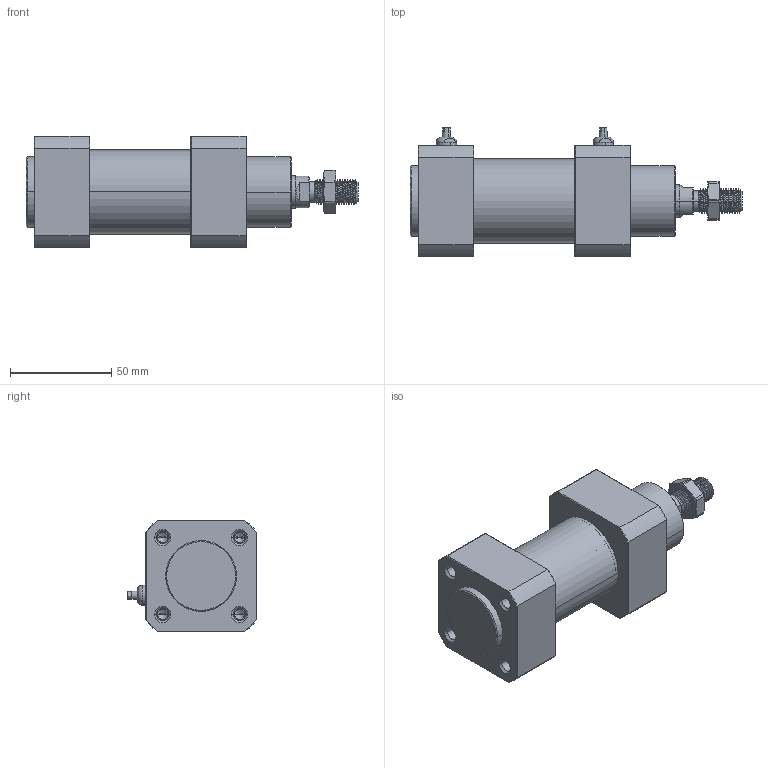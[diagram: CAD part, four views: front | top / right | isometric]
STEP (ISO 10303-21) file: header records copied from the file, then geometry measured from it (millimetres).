
FILE_DESCRIPTION (( 'STEP AP214' ), '1' );
FILE_NAME ('U040 0000 1522.STEP', '2021-05-06T05:08:07', ( '' ), ( '' ), 'SwSTEP 2.0', 'SolidWorks 2019', '' );
FILE_SCHEMA (( 'AUTOMOTIVE_DESIGN' ));
Length unit declared in the file: millimetre
Products named in the file (19): Stempelstangsmøtrik_U1904030; Leje_PAP1610P11; Bremseskrue 32-50 VDMA; Magnet_9340; ORING 3,80 X 1,25; Afstryger (32-125)_407285; 9040-36JB2_9040-36JB2; 9040-35-R_1040-35-0; Bremsepakning_PP2028N3589; 9041-01; Bolt-DIN912_M10x35; Stempeltætning_E44030N3578; 1040-22; 9040-01; 9016-34_9016-34-0; Oring_ORING 37,82 X 1,78; U040 0000 1522; 1040-15
Assembly tree (25 placements, depth 3):
  U040 0000 1522
    9016-34_9016-34-0
    1040-22
    9040-35-R_1040-35-0
    1040-15
    Bremseskrue 32-50 VDMA
      9040-01
      9041-01
      ORING 3,80 X 1,25
    Bremseskrue 32-50 VDMA
      9040-01
      9041-01
      ORING 3,80 X 1,25
    Afstryger (32-125)_407285
    9040-36JB2_9040-36JB2  x2
    Leje_PAP1610P11
    Oring_ORING 37,82 X 1,78  x2
    Bolt-DIN912_M10x35
    Stempeltætning_E44030N3578  x2
    Bremsepakning_PP2028N3589  x2
    Magnet_9340
    Stempelstangsmøtrik_U1904030
Bounding box: 164 x 63.97 x 55 mm (x, y, z)
Volume: 231736.2 mm3; surface area: 98202.7 mm2
Topology: 23 solids, 23 shells, 800 faces, 1830 edges, 1116 vertices
Faces by surface type: cylinder 330, plane 208, cone 185, torus 68, bspline 9
Entity records: 30654 total; most frequent: CARTESIAN_POINT 15520, DIRECTION 3094, ORIENTED_EDGE 2948, EDGE_CURVE 1474, AXIS2_PLACEMENT_3D 1278, VERTEX_POINT 911, EDGE_LOOP 733, FACE_OUTER_BOUND 646
